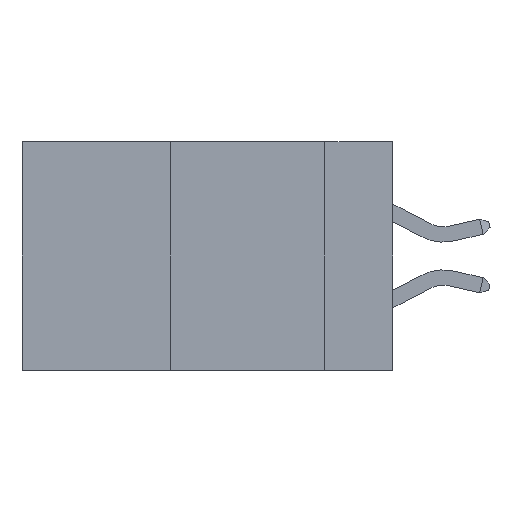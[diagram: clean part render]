
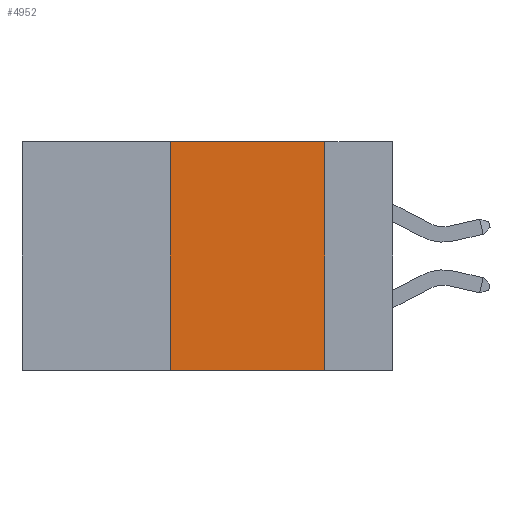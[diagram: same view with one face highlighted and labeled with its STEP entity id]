
A CAD part, left-side view. The second image highlights one B-rep face of the part: STEP entity #4952.
In plain terms, the highlighted planar face has unit normal (-1, 0, 0).
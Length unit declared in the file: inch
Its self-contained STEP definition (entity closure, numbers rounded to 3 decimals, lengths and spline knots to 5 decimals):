
#393 = VERTEX_POINT ( 'NONE', #950 ) ;
#764 = EDGE_CURVE ( 'NONE', #393, #6509, #2328, .T. ) ;
#950 = CARTESIAN_POINT ( 'NONE',  ( 0., 0.36, 0. ) ) ;
#1150 = AXIS2_PLACEMENT_3D ( 'NONE', #9379, #10905, #6093 ) ;
#1572 = ORIENTED_EDGE ( 'NONE', *, *, #3160, .T. ) ;
#1701 = FACE_OUTER_BOUND ( 'NONE', #4192, .T. ) ;
#1944 = VECTOR ( 'NONE', #4461, 39.37008 ) ;
#2328 = LINE ( 'NONE', #5528, #4377 ) ;
#2914 = EDGE_CURVE ( 'NONE', #6509, #4846, #4334, .T. ) ;
#3017 = EDGE_CURVE ( 'NONE', #4505, #393, #8011, .T. ) ;
#3052 = CARTESIAN_POINT ( 'NONE',  ( 0., 0.11, 0. ) ) ;
#3160 = EDGE_CURVE ( 'NONE', #4505, #4846, #9645, .T. ) ;
#3165 = DIRECTION ( 'NONE',  ( 0., -1., 0. ) ) ;
#3198 = ORIENTED_EDGE ( 'NONE', *, *, #3017, .F. ) ;
#3363 = CARTESIAN_POINT ( 'NONE',  ( 0., 0.11, -0.37 ) ) ;
#3555 = CARTESIAN_POINT ( 'NONE',  ( 0., 0.36, 0. ) ) ;
#4192 = EDGE_LOOP ( 'NONE', ( #10078, #7072, #3198, #1572 ) ) ;
#4334 = LINE ( 'NONE', #4694, #1944 ) ;
#4377 = VECTOR ( 'NONE', #7414, 39.37008 ) ;
#4461 = DIRECTION ( 'NONE',  ( 0., 0., -1. ) ) ;
#4505 = VERTEX_POINT ( 'NONE', #7200 ) ;
#4694 = CARTESIAN_POINT ( 'NONE',  ( 0., 0.11, 0. ) ) ;
#4846 = VERTEX_POINT ( 'NONE', #3363 ) ;
#4952 = ADVANCED_FACE ( 'NONE', ( #1701 ), #8536, .F. ) ;
#5528 = CARTESIAN_POINT ( 'NONE',  ( 0., 0.6, 0. ) ) ;
#6093 = DIRECTION ( 'NONE',  ( 0., 0., -1. ) ) ;
#6509 = VERTEX_POINT ( 'NONE', #3052 ) ;
#7072 = ORIENTED_EDGE ( 'NONE', *, *, #764, .F. ) ;
#7200 = CARTESIAN_POINT ( 'NONE',  ( 0., 0.36, -0.37 ) ) ;
#7414 = DIRECTION ( 'NONE',  ( 0., -1., 0. ) ) ;
#8011 = LINE ( 'NONE', #3555, #8510 ) ;
#8381 = CARTESIAN_POINT ( 'NONE',  ( 0., 0.6, -0.37 ) ) ;
#8510 = VECTOR ( 'NONE', #10950, 39.37008 ) ;
#8536 = PLANE ( 'NONE',  #1150 ) ;
#9379 = CARTESIAN_POINT ( 'NONE',  ( 0., 0.6, 0. ) ) ;
#9645 = LINE ( 'NONE', #8381, #10118 ) ;
#10078 = ORIENTED_EDGE ( 'NONE', *, *, #2914, .F. ) ;
#10118 = VECTOR ( 'NONE', #3165, 39.37008 ) ;
#10905 = DIRECTION ( 'NONE',  ( 1., 0., 0. ) ) ;
#10950 = DIRECTION ( 'NONE',  ( 0., 0., 1. ) ) ;
